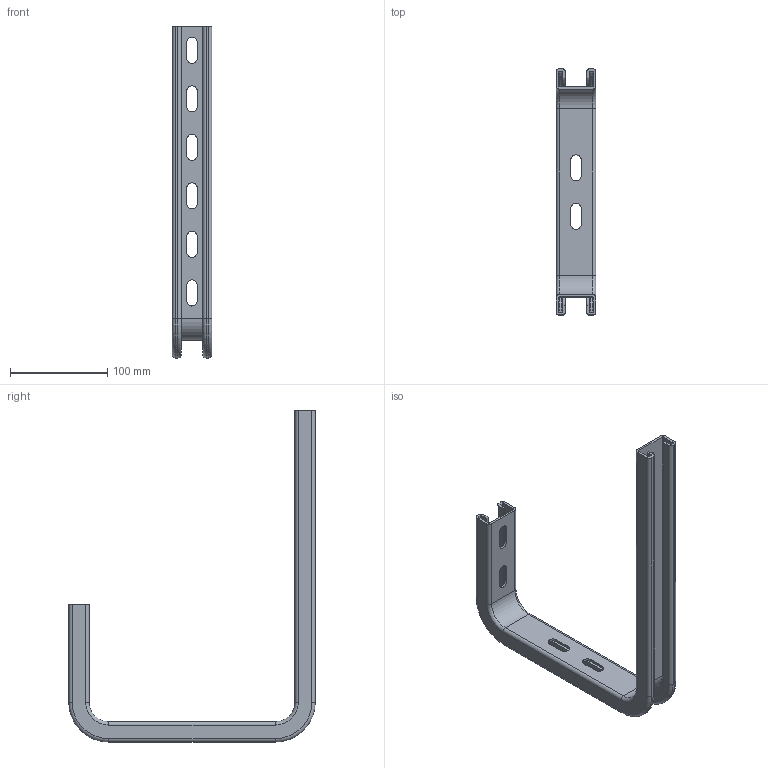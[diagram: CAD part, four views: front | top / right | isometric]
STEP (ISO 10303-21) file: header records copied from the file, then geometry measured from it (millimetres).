
FILE_DESCRIPTION (( 'STEP AP203' ), '1' );
FILE_NAME ('Êîíñîëü ïîòîëî÷íàÿ BBA-30_BBA3030.STEP', '2012-11-19T06:36:31', ( 'Àñååâ' ), ( '' ), 'SwSTEP 2.0', 'SolidWorks 2012', '' );
FILE_SCHEMA (( 'CONFIG_CONTROL_DESIGN' ));
Length unit declared in the file: millimetre
Products named in the file (1): Êîíñîëü ïîòîëî÷íàÿ BBA-30_BBA3030
Bounding box: 41 x 254 x 342 mm (x, y, z)
Volume: 161730.1 mm3; surface area: 134909.8 mm2
Topology: 1 solids, 1 shells, 150 faces, 396 edges, 248 vertices
Faces by surface type: cylinder 72, plane 54, torus 24
Entity records: 4761 total; most frequent: DIRECTION 866, CARTESIAN_POINT 795, ORIENTED_EDGE 792, EDGE_CURVE 396, AXIS2_PLACEMENT_3D 319, VERTEX_POINT 248, LINE 228, VECTOR 228
